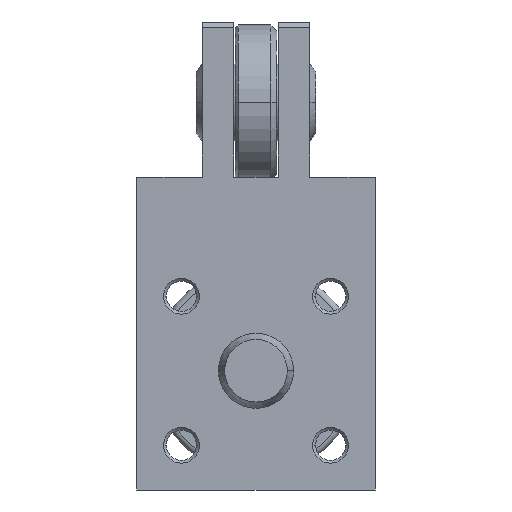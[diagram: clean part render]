
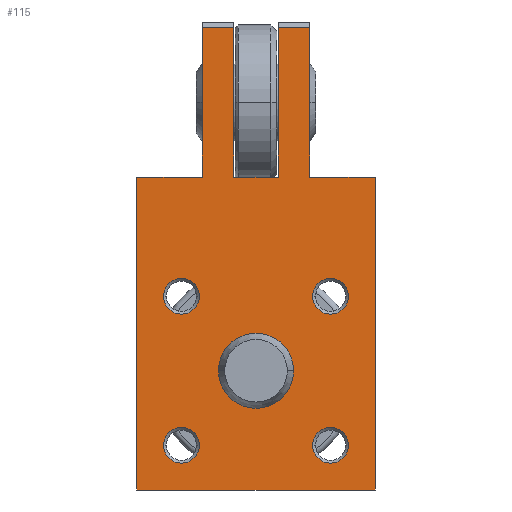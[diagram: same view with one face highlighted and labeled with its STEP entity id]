
A CAD part, left-side view. The second image highlights one B-rep face of the part: STEP entity #115.
In plain terms, the highlighted planar face has unit normal (-1, 0, 0).
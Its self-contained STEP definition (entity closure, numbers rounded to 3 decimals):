
#115=ADVANCED_FACE('',(#275,#276,#277,#278,#279,#280),#281,.F.);
#275=FACE_OUTER_BOUND('',#450,.T.);
#276=FACE_BOUND('',#451,.T.);
#277=FACE_BOUND('',#452,.T.);
#278=FACE_BOUND('',#453,.T.);
#279=FACE_BOUND('',#454,.T.);
#280=FACE_BOUND('',#455,.T.);
#281=PLANE('',#456);
#450=EDGE_LOOP('',(#1016,#1017,#1018,#1019,#1020,#1021,#1022,#1023,#1024,#1025,#1026,#1027));
#451=EDGE_LOOP('',(#1028,#1029));
#452=EDGE_LOOP('',(#1030,#1031));
#453=EDGE_LOOP('',(#1032,#1033));
#454=EDGE_LOOP('',(#1034,#1035));
#455=EDGE_LOOP('',(#1036,#1037));
#456=AXIS2_PLACEMENT_3D('',#1038,#1039,#1040);
#1016=ORIENTED_EDGE('',*,*,#1248,.F.);
#1017=ORIENTED_EDGE('',*,*,#1246,.T.);
#1018=ORIENTED_EDGE('',*,*,#1244,.F.);
#1019=ORIENTED_EDGE('',*,*,#1218,.F.);
#1020=ORIENTED_EDGE('',*,*,#1291,.F.);
#1021=ORIENTED_EDGE('',*,*,#1296,.T.);
#1022=ORIENTED_EDGE('',*,*,#1293,.F.);
#1023=ORIENTED_EDGE('',*,*,#1295,.F.);
#1024=ORIENTED_EDGE('',*,*,#1280,.F.);
#1025=ORIENTED_EDGE('',*,*,#1278,.T.);
#1026=ORIENTED_EDGE('',*,*,#1276,.F.);
#1027=ORIENTED_EDGE('',*,*,#1250,.F.);
#1028=ORIENTED_EDGE('',*,*,#1159,.T.);
#1029=ORIENTED_EDGE('',*,*,#1215,.T.);
#1030=ORIENTED_EDGE('',*,*,#1155,.T.);
#1031=ORIENTED_EDGE('',*,*,#1282,.T.);
#1032=ORIENTED_EDGE('',*,*,#1148,.T.);
#1033=ORIENTED_EDGE('',*,*,#1284,.T.);
#1034=ORIENTED_EDGE('',*,*,#1141,.T.);
#1035=ORIENTED_EDGE('',*,*,#1286,.T.);
#1036=ORIENTED_EDGE('',*,*,#1134,.T.);
#1037=ORIENTED_EDGE('',*,*,#1288,.T.);
#1038=CARTESIAN_POINT('',(-26.9,0.0,12.5));
#1039=DIRECTION('',(1.0,0.0,0.0));
#1040=DIRECTION('',(0.0,0.0,-1.0));
#1134=EDGE_CURVE('',#1351,#1353,#1355,.T.);
#1141=EDGE_CURVE('',#1364,#1366,#1368,.T.);
#1148=EDGE_CURVE('',#1377,#1379,#1381,.T.);
#1155=EDGE_CURVE('',#1390,#1392,#1394,.T.);
#1159=EDGE_CURVE('',#1395,#1399,#1401,.T.);
#1215=EDGE_CURVE('',#1399,#1395,#1493,.T.);
#1218=EDGE_CURVE('',#1495,#1497,#1498,.T.);
#1244=EDGE_CURVE('',#1497,#1537,#1541,.T.);
#1246=EDGE_CURVE('',#1543,#1537,#1544,.T.);
#1248=EDGE_CURVE('',#1543,#1546,#1547,.T.);
#1250=EDGE_CURVE('',#1546,#1549,#1550,.T.);
#1276=EDGE_CURVE('',#1549,#1589,#1593,.T.);
#1278=EDGE_CURVE('',#1595,#1589,#1596,.T.);
#1280=EDGE_CURVE('',#1595,#1598,#1599,.T.);
#1282=EDGE_CURVE('',#1392,#1390,#1601,.T.);
#1284=EDGE_CURVE('',#1379,#1377,#1603,.T.);
#1286=EDGE_CURVE('',#1366,#1364,#1605,.T.);
#1288=EDGE_CURVE('',#1353,#1351,#1607,.T.);
#1291=EDGE_CURVE('',#1609,#1495,#1611,.T.);
#1293=EDGE_CURVE('',#1612,#1614,#1615,.T.);
#1295=EDGE_CURVE('',#1598,#1612,#1617,.T.);
#1296=EDGE_CURVE('',#1609,#1614,#1618,.T.);
#1351=VERTEX_POINT('',#1685);
#1353=VERTEX_POINT('',#1688);
#1355=CIRCLE('',#1691,6.0);
#1364=VERTEX_POINT('',#1702);
#1366=VERTEX_POINT('',#1705);
#1368=CIRCLE('',#1708,6.0);
#1377=VERTEX_POINT('',#1719);
#1379=VERTEX_POINT('',#1722);
#1381=CIRCLE('',#1725,6.0);
#1390=VERTEX_POINT('',#1736);
#1392=VERTEX_POINT('',#1739);
#1394=CIRCLE('',#1742,6.0);
#1395=VERTEX_POINT('',#1743);
#1399=VERTEX_POINT('',#1748);
#1401=CIRCLE('',#1751,12.6);
#1493=CIRCLE('',#1869,12.6);
#1495=VERTEX_POINT('',#1871);
#1497=VERTEX_POINT('',#1874);
#1498=LINE('',#1875,#1876);
#1537=VERTEX_POINT('',#1936);
#1541=LINE('',#1942,#1943);
#1543=VERTEX_POINT('',#1946);
#1544=LINE('',#1947,#1948);
#1546=VERTEX_POINT('',#1951);
#1547=LINE('',#1952,#1953);
#1549=VERTEX_POINT('',#1956);
#1550=LINE('',#1957,#1958);
#1589=VERTEX_POINT('',#2018);
#1593=LINE('',#2024,#2025);
#1595=VERTEX_POINT('',#2028);
#1596=LINE('',#2029,#2030);
#1598=VERTEX_POINT('',#2033);
#1599=LINE('',#2034,#2035);
#1601=CIRCLE('',#2038,6.0);
#1603=CIRCLE('',#2040,6.0);
#1605=CIRCLE('',#2042,6.0);
#1607=CIRCLE('',#2044,6.0);
#1609=VERTEX_POINT('',#2046);
#1611=LINE('',#2049,#2050);
#1612=VERTEX_POINT('',#2051);
#1614=VERTEX_POINT('',#2054);
#1615=LINE('',#2055,#2056);
#1617=LINE('',#2059,#2060);
#1618=LINE('',#2061,#2062);
#1685=CARTESIAN_POINT('',(-26.9,31.0,25.0));
#1688=CARTESIAN_POINT('',(-26.9,19.0,25.0));
#1691=AXIS2_PLACEMENT_3D('',#2132,#2133,#2134);
#1702=CARTESIAN_POINT('',(-26.9,31.0,-25.0));
#1705=CARTESIAN_POINT('',(-26.9,19.0,-25.0));
#1708=AXIS2_PLACEMENT_3D('',#2145,#2146,#2147);
#1719=CARTESIAN_POINT('',(-26.9,-19.0,25.0));
#1722=CARTESIAN_POINT('',(-26.9,-31.0,25.0));
#1725=AXIS2_PLACEMENT_3D('',#2158,#2159,#2160);
#1736=CARTESIAN_POINT('',(-26.9,-19.0,-25.0));
#1739=CARTESIAN_POINT('',(-26.9,-31.0,-25.0));
#1742=AXIS2_PLACEMENT_3D('',#2171,#2172,#2173);
#1743=CARTESIAN_POINT('',(-26.9,0.0,-12.6));
#1748=CARTESIAN_POINT('',(-26.9,0.,12.6));
#1751=AXIS2_PLACEMENT_3D('',#2179,#2180,#2181);
#1869=AXIS2_PLACEMENT_3D('',#2295,#2296,#2297);
#1871=CARTESIAN_POINT('',(-26.9,18.0,65.0));
#1874=CARTESIAN_POINT('',(-26.9,18.0,115.0));
#1875=CARTESIAN_POINT('',(-26.9,18.0,36.0));
#1876=VECTOR('',#2302,1.0);
#1936=CARTESIAN_POINT('',(-26.9,7.5,115.0));
#1942=CARTESIAN_POINT('',(-26.9,18.0,115.0));
#1943=VECTOR('',#2332,1.0);
#1946=CARTESIAN_POINT('',(-26.9,7.5,65.0));
#1947=CARTESIAN_POINT('',(-26.9,7.5,36.0));
#1948=VECTOR('',#2334,1.0);
#1951=CARTESIAN_POINT('',(-26.9,-7.5,65.0));
#1952=CARTESIAN_POINT('',(-26.9,0.0,65.0));
#1953=VECTOR('',#2336,1.0);
#1956=CARTESIAN_POINT('',(-26.9,-7.5,115.0));
#1957=CARTESIAN_POINT('',(-26.9,-7.5,36.0));
#1958=VECTOR('',#2338,1.0);
#2018=CARTESIAN_POINT('',(-26.9,-18.0,115.0));
#2024=CARTESIAN_POINT('',(-26.9,-7.5,115.0));
#2025=VECTOR('',#2368,1.0);
#2028=CARTESIAN_POINT('',(-26.9,-18.0,65.0));
#2029=CARTESIAN_POINT('',(-26.9,-18.0,36.0));
#2030=VECTOR('',#2370,1.0);
#2033=CARTESIAN_POINT('',(-26.9,-40.0,65.0));
#2034=CARTESIAN_POINT('',(-26.9,0.0,65.0));
#2035=VECTOR('',#2372,1.0);
#2038=AXIS2_PLACEMENT_3D('',#2374,#2375,#2376);
#2040=AXIS2_PLACEMENT_3D('',#2380,#2381,#2382);
#2042=AXIS2_PLACEMENT_3D('',#2386,#2387,#2388);
#2044=AXIS2_PLACEMENT_3D('',#2392,#2393,#2394);
#2046=CARTESIAN_POINT('',(-26.9,40.0,65.0));
#2049=CARTESIAN_POINT('',(-26.9,0.0,65.0));
#2050=VECTOR('',#2399,1.0);
#2051=CARTESIAN_POINT('',(-26.9,-40.0,-40.0));
#2054=CARTESIAN_POINT('',(-26.9,40.0,-40.0));
#2055=CARTESIAN_POINT('',(-26.9,0.0,-40.0));
#2056=VECTOR('',#2401,1.0);
#2059=CARTESIAN_POINT('',(-26.9,-40.0,12.5));
#2060=VECTOR('',#2403,1.0);
#2061=CARTESIAN_POINT('',(-26.9,40.0,12.5));
#2062=VECTOR('',#2404,1.0);
#2132=CARTESIAN_POINT('',(-26.9,25.0,25.0));
#2133=DIRECTION('',(1.0,0.0,0.0));
#2134=DIRECTION('',(0.0,1.0,0.0));
#2145=CARTESIAN_POINT('',(-26.9,25.0,-25.0));
#2146=DIRECTION('',(1.0,0.0,0.0));
#2147=DIRECTION('',(0.0,1.0,0.0));
#2158=CARTESIAN_POINT('',(-26.9,-25.0,25.0));
#2159=DIRECTION('',(1.0,0.0,0.0));
#2160=DIRECTION('',(0.0,1.0,0.0));
#2171=CARTESIAN_POINT('',(-26.9,-25.0,-25.0));
#2172=DIRECTION('',(1.0,0.0,0.0));
#2173=DIRECTION('',(0.0,1.0,0.0));
#2179=CARTESIAN_POINT('',(-26.9,0.0,0.0));
#2180=DIRECTION('',(1.0,0.0,0.0));
#2181=DIRECTION('',(0.0,0.0,-1.0));
#2295=CARTESIAN_POINT('',(-26.9,0.0,0.0));
#2296=DIRECTION('',(1.0,0.0,0.0));
#2297=DIRECTION('',(0.0,0.0,-1.0));
#2302=DIRECTION('',(0.,0.0,1.0));
#2332=DIRECTION('',(0.,-1.0,0.));
#2334=DIRECTION('',(0.,0.0,1.0));
#2336=DIRECTION('',(0.0,-1.0,0.0));
#2338=DIRECTION('',(0.,0.0,1.0));
#2368=DIRECTION('',(0.,-1.0,0.));
#2370=DIRECTION('',(0.,0.0,1.0));
#2372=DIRECTION('',(0.0,-1.0,0.0));
#2374=CARTESIAN_POINT('',(-26.9,-25.0,-25.0));
#2375=DIRECTION('',(1.0,0.0,0.0));
#2376=DIRECTION('',(0.0,1.0,0.0));
#2380=CARTESIAN_POINT('',(-26.9,-25.0,25.0));
#2381=DIRECTION('',(1.0,0.0,0.0));
#2382=DIRECTION('',(0.0,1.0,0.0));
#2386=CARTESIAN_POINT('',(-26.9,25.0,-25.0));
#2387=DIRECTION('',(1.0,0.0,0.0));
#2388=DIRECTION('',(0.0,1.0,0.0));
#2392=CARTESIAN_POINT('',(-26.9,25.0,25.0));
#2393=DIRECTION('',(1.0,0.0,0.0));
#2394=DIRECTION('',(0.0,1.0,0.0));
#2399=DIRECTION('',(0.0,-1.0,0.0));
#2401=DIRECTION('',(0.0,1.0,0.0));
#2403=DIRECTION('',(0.0,0.0,-1.0));
#2404=DIRECTION('',(0.0,0.0,-1.0));
